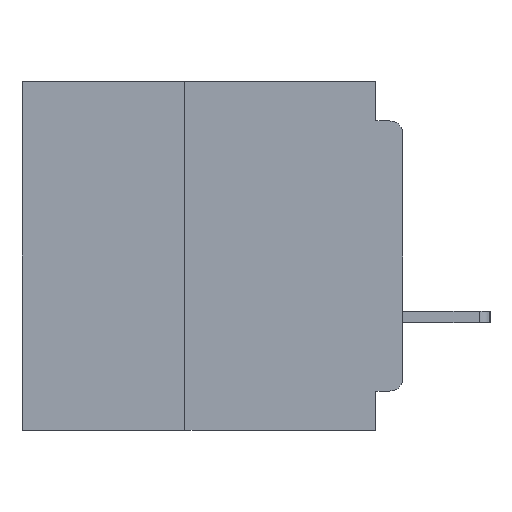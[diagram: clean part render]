
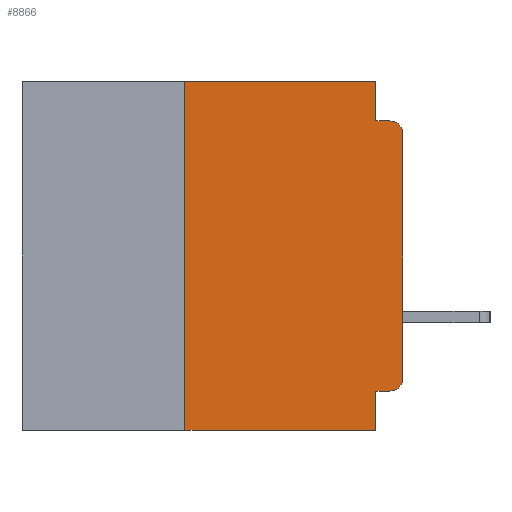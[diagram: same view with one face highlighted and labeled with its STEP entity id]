
A CAD part, left-side view. The second image highlights one B-rep face of the part: STEP entity #8866.
In plain terms, the highlighted planar face has unit normal (-1, 0, 0).
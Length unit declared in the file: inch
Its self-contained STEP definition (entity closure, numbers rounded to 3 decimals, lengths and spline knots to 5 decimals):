
#28 = VECTOR ( 'NONE', #6147, 39.37008 ) ;
#171 = CARTESIAN_POINT ( 'NONE',  ( 0., 0.031, 0. ) ) ;
#399 = CARTESIAN_POINT ( 'NONE',  ( 0., 0., -0.34 ) ) ;
#2320 = AXIS2_PLACEMENT_3D ( 'NONE', #27928, #3106, #32099 ) ;
#2341 = DIRECTION ( 'NONE',  ( 0., -1., 0. ) ) ;
#3106 = DIRECTION ( 'NONE',  ( -1., 0., 0. ) ) ;
#3642 = EDGE_CURVE ( 'NONE', #51629, #42683, #11590, .T. ) ;
#4074 = ORIENTED_EDGE ( 'NONE', *, *, #47393, .T. ) ;
#4543 = LINE ( 'NONE', #25197, #36288 ) ;
#4991 = CARTESIAN_POINT ( 'NONE',  ( 0., 0.015, -0.34 ) ) ;
#6147 = DIRECTION ( 'NONE',  ( 0., 0., -1. ) ) ;
#7550 = CARTESIAN_POINT ( 'NONE',  ( 0., 0., 0. ) ) ;
#8020 = ORIENTED_EDGE ( 'NONE', *, *, #35194, .F. ) ;
#8835 = CARTESIAN_POINT ( 'NONE',  ( 0., 0.031, -0.4 ) ) ;
#8866 = ADVANCED_FACE ( 'NONE', ( #33031 ), #18627, .F. ) ;
#8984 = CARTESIAN_POINT ( 'NONE',  ( 0., 0.25, -0.4 ) ) ;
#9193 = DIRECTION ( 'NONE',  ( 0., 0., -1. ) ) ;
#9947 = CARTESIAN_POINT ( 'NONE',  ( 0., 0.25, -0.4 ) ) ;
#10289 = EDGE_CURVE ( 'NONE', #44409, #33846, #49892, .T. ) ;
#10961 = CARTESIAN_POINT ( 'NONE',  ( 0., 0., -0.06 ) ) ;
#11121 = LINE ( 'NONE', #43299, #28 ) ;
#11590 = LINE ( 'NONE', #7550, #20000 ) ;
#12069 = VERTEX_POINT ( 'NONE', #171 ) ;
#14598 = LINE ( 'NONE', #8984, #47645 ) ;
#15097 = VERTEX_POINT ( 'NONE', #53624 ) ;
#15790 = CIRCLE ( 'NONE', #34948, 0.015 ) ;
#16468 = EDGE_CURVE ( 'NONE', #33846, #27852, #11121, .T. ) ;
#16860 = VECTOR ( 'NONE', #20688, 39.37008 ) ;
#18484 = CARTESIAN_POINT ( 'NONE',  ( 0., 0.031, -0.355 ) ) ;
#18627 = PLANE ( 'NONE',  #50341 ) ;
#19474 = CARTESIAN_POINT ( 'NONE',  ( 0., 0.031, 0. ) ) ;
#19861 = VERTEX_POINT ( 'NONE', #9947 ) ;
#20000 = VECTOR ( 'NONE', #40658, 39.37008 ) ;
#20688 = DIRECTION ( 'NONE',  ( 0., 1., 0. ) ) ;
#22087 = CARTESIAN_POINT ( 'NONE',  ( 0., 0.437, 0. ) ) ;
#22611 = CARTESIAN_POINT ( 'NONE',  ( 0., 0.031, -0.045 ) ) ;
#22762 = DIRECTION ( 'NONE',  ( 0., 0., -1. ) ) ;
#23251 = VERTEX_POINT ( 'NONE', #32520 ) ;
#25197 = CARTESIAN_POINT ( 'NONE',  ( 0., 0.437, -0.4 ) ) ;
#26250 = DIRECTION ( 'NONE',  ( 0., -1., 0. ) ) ;
#27190 = CARTESIAN_POINT ( 'NONE',  ( 0., 0., -0.045 ) ) ;
#27538 = ORIENTED_EDGE ( 'NONE', *, *, #3642, .T. ) ;
#27852 = VERTEX_POINT ( 'NONE', #8835 ) ;
#27866 = VECTOR ( 'NONE', #36106, 39.37008 ) ;
#27915 = EDGE_CURVE ( 'NONE', #44409, #51629, #15790, .T. ) ;
#27928 = CARTESIAN_POINT ( 'NONE',  ( 0., 0.015, -0.06 ) ) ;
#29121 = ORIENTED_EDGE ( 'NONE', *, *, #33065, .F. ) ;
#29424 = ORIENTED_EDGE ( 'NONE', *, *, #53279, .F. ) ;
#30318 = EDGE_CURVE ( 'NONE', #19861, #27852, #4543, .T. ) ;
#30923 = CARTESIAN_POINT ( 'NONE',  ( 0., 0.437, 0. ) ) ;
#31208 = ORIENTED_EDGE ( 'NONE', *, *, #16468, .F. ) ;
#32099 = DIRECTION ( 'NONE',  ( 0., 0., -1. ) ) ;
#32520 = CARTESIAN_POINT ( 'NONE',  ( 0., 0.25, 0. ) ) ;
#32910 = CARTESIAN_POINT ( 'NONE',  ( 0., 0.015, -0.355 ) ) ;
#33031 = FACE_OUTER_BOUND ( 'NONE', #34881, .T. ) ;
#33065 = EDGE_CURVE ( 'NONE', #19861, #23251, #14598, .T. ) ;
#33497 = DIRECTION ( 'NONE',  ( 0., -1., 0. ) ) ;
#33846 = VERTEX_POINT ( 'NONE', #18484 ) ;
#33928 = DIRECTION ( 'NONE',  ( -1., 0., 0. ) ) ;
#34531 = VECTOR ( 'NONE', #26250, 39.37008 ) ;
#34640 = CIRCLE ( 'NONE', #2320, 0.015 ) ;
#34881 = EDGE_LOOP ( 'NONE', ( #27538, #4074, #8020, #36589, #29424, #29121, #50189, #31208, #52624, #53125 ) ) ;
#34948 = AXIS2_PLACEMENT_3D ( 'NONE', #4991, #33928, #9193 ) ;
#35194 = EDGE_CURVE ( 'NONE', #39600, #15097, #51984, .T. ) ;
#35838 = EDGE_CURVE ( 'NONE', #12069, #39600, #38912, .T. ) ;
#36106 = DIRECTION ( 'NONE',  ( 0., 0., -1. ) ) ;
#36288 = VECTOR ( 'NONE', #33497, 39.37008 ) ;
#36589 = ORIENTED_EDGE ( 'NONE', *, *, #35838, .F. ) ;
#37923 = DIRECTION ( 'NONE',  ( 0., 0., 1. ) ) ;
#38912 = LINE ( 'NONE', #19474, #27866 ) ;
#39600 = VERTEX_POINT ( 'NONE', #22611 ) ;
#40658 = DIRECTION ( 'NONE',  ( 0., 0., 1. ) ) ;
#42250 = VECTOR ( 'NONE', #2341, 39.37008 ) ;
#42683 = VERTEX_POINT ( 'NONE', #10961 ) ;
#43299 = CARTESIAN_POINT ( 'NONE',  ( 0., 0.031, -0.4 ) ) ;
#44409 = VERTEX_POINT ( 'NONE', #32910 ) ;
#45533 = CARTESIAN_POINT ( 'NONE',  ( 0., 0., -0.355 ) ) ;
#45606 = LINE ( 'NONE', #22087, #34531 ) ;
#47393 = EDGE_CURVE ( 'NONE', #42683, #15097, #34640, .T. ) ;
#47605 = DIRECTION ( 'NONE',  ( 1., 0., 0. ) ) ;
#47645 = VECTOR ( 'NONE', #37923, 39.37008 ) ;
#49892 = LINE ( 'NONE', #45533, #16860 ) ;
#50189 = ORIENTED_EDGE ( 'NONE', *, *, #30318, .T. ) ;
#50341 = AXIS2_PLACEMENT_3D ( 'NONE', #30923, #47605, #22762 ) ;
#51629 = VERTEX_POINT ( 'NONE', #399 ) ;
#51984 = LINE ( 'NONE', #27190, #42250 ) ;
#52624 = ORIENTED_EDGE ( 'NONE', *, *, #10289, .F. ) ;
#53125 = ORIENTED_EDGE ( 'NONE', *, *, #27915, .T. ) ;
#53279 = EDGE_CURVE ( 'NONE', #23251, #12069, #45606, .T. ) ;
#53624 = CARTESIAN_POINT ( 'NONE',  ( 0., 0.015, -0.045 ) ) ;
